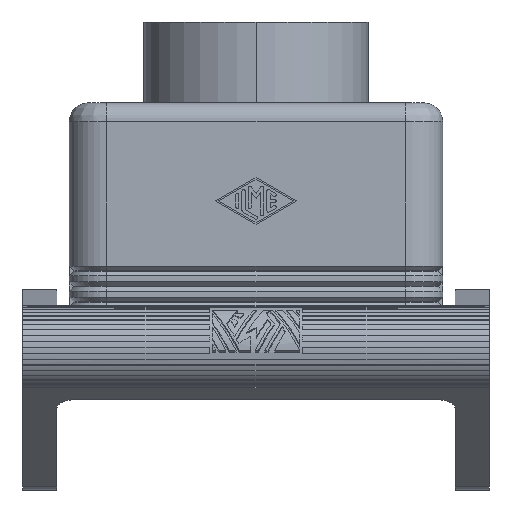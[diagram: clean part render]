
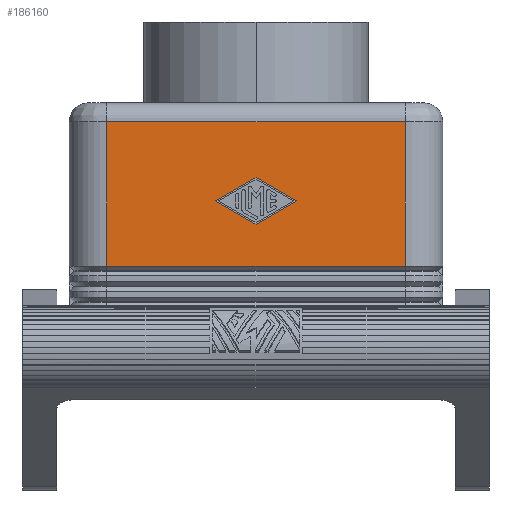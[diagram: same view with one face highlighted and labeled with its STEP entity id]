
A CAD part, front view. The second image highlights one B-rep face of the part: STEP entity #186160.
In plain terms, the highlighted planar face has unit normal (0, -1, 0).
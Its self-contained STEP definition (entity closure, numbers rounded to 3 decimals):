
#143880=CARTESIAN_POINT('',(-24.,-21.5,42.));
#143890=VERTEX_POINT('',#143880);
#143920=CARTESIAN_POINT('',(-24.,-21.5,18.75));
#143930=DIRECTION('',(0.,0.,1.));
#143940=VECTOR('',#143930,23.25);
#143950=LINE('',#143920,#143940);
#143960=CARTESIAN_POINT('',(-24.,-21.5,18.75));
#143970=VERTEX_POINT('',#143960);
#143980=EDGE_CURVE('',#143970,#143890,#143950,.T.);
#144210=CARTESIAN_POINT('',(24.,-21.5,18.75));
#144220=VERTEX_POINT('',#144210);
#159910=CARTESIAN_POINT('',(24.,-21.5,42.));
#159920=DIRECTION('',(0.,0.,-1.));
#159930=VECTOR('',#159920,23.25);
#159940=LINE('',#159910,#159930);
#159950=CARTESIAN_POINT('',(24.,-21.5,42.));
#159960=VERTEX_POINT('',#159950);
#159970=EDGE_CURVE('',#159960,#144220,#159940,.T.);
#161770=CARTESIAN_POINT('',(-24.,-21.5,42.));
#161780=DIRECTION('',(1.,0.,0.));
#161790=VECTOR('',#161780,48.);
#161800=LINE('',#161770,#161790);
#161810=EDGE_CURVE('',#143890,#159960,#161800,.T.);
#185660=CARTESIAN_POINT('',(0.,-21.5,22.5));
#185670=DIRECTION('',(0.,1.,0.));
#185680=DIRECTION('',(0.,0.,1.));
#185690=AXIS2_PLACEMENT_3D('',#185660,#185670,#185680);
#185700=PLANE('',#185690);
#185710=ORIENTED_EDGE('',*,*,#159970,.F.);
#185720=CARTESIAN_POINT('',(24.,-21.5,18.75));
#185730=DIRECTION('',(-1.,0.,0.));
#185740=VECTOR('',#185730,48.);
#185750=LINE('',#185720,#185740);
#185760=EDGE_CURVE('',#144220,#143970,#185750,.T.);
#185770=ORIENTED_EDGE('',*,*,#185760,.F.);
#185780=ORIENTED_EDGE('',*,*,#143980,.F.);
#185790=ORIENTED_EDGE('',*,*,#161810,.F.);
#185800=EDGE_LOOP('',(#185790,#185780,#185770,#185710));
#185810=FACE_OUTER_BOUND('',#185800,.T.);
#185820=CARTESIAN_POINT('',(6.5,-21.5,29.25));
#185830=DIRECTION('',(-0.866,0.,-0.5));
#185840=VECTOR('',#185830,7.504);
#185850=LINE('',#185820,#185840);
#185860=CARTESIAN_POINT('',(6.5,-21.5,29.25));
#185870=VERTEX_POINT('',#185860);
#185880=CARTESIAN_POINT('',(0.,-21.5,25.501));
#185890=VERTEX_POINT('',#185880);
#185900=EDGE_CURVE('',#185870,#185890,#185850,.T.);
#185910=ORIENTED_EDGE('',*,*,#185900,.T.);
#185920=CARTESIAN_POINT('',(0.,-21.5,32.999));
#185930=DIRECTION('',(0.866,0.,-0.5));
#185940=VECTOR('',#185930,7.504);
#185950=LINE('',#185920,#185940);
#185960=CARTESIAN_POINT('',(0.,-21.5,32.999));
#185970=VERTEX_POINT('',#185960);
#185980=EDGE_CURVE('',#185970,#185870,#185950,.T.);
#185990=ORIENTED_EDGE('',*,*,#185980,.T.);
#186000=CARTESIAN_POINT('',(-6.5,-21.5,29.25));
#186010=DIRECTION('',(0.866,0.,0.5));
#186020=VECTOR('',#186010,7.504);
#186030=LINE('',#186000,#186020);
#186040=CARTESIAN_POINT('',(-6.5,-21.5,29.25));
#186050=VERTEX_POINT('',#186040);
#186060=EDGE_CURVE('',#186050,#185970,#186030,.T.);
#186070=ORIENTED_EDGE('',*,*,#186060,.T.);
#186080=CARTESIAN_POINT('',(0.,-21.5,25.501));
#186090=DIRECTION('',(-0.866,0.,0.5));
#186100=VECTOR('',#186090,7.504);
#186110=LINE('',#186080,#186100);
#186120=EDGE_CURVE('',#185890,#186050,#186110,.T.);
#186130=ORIENTED_EDGE('',*,*,#186120,.T.);
#186140=EDGE_LOOP('',(#186130,#186070,#185990,#185910));
#186150=FACE_BOUND('',#186140,.T.);
#186160=ADVANCED_FACE('',(#185810,#186150),#185700,.F.);
